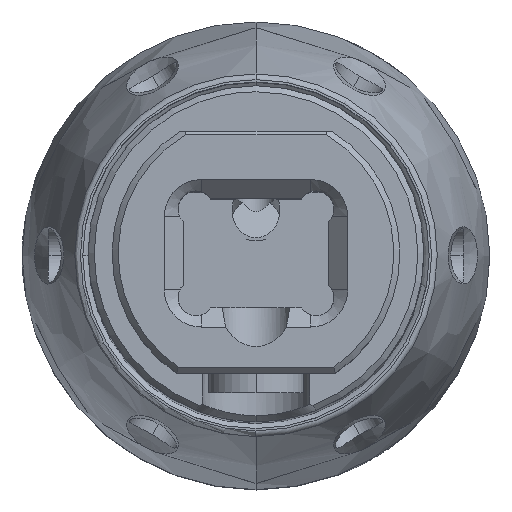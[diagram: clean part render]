
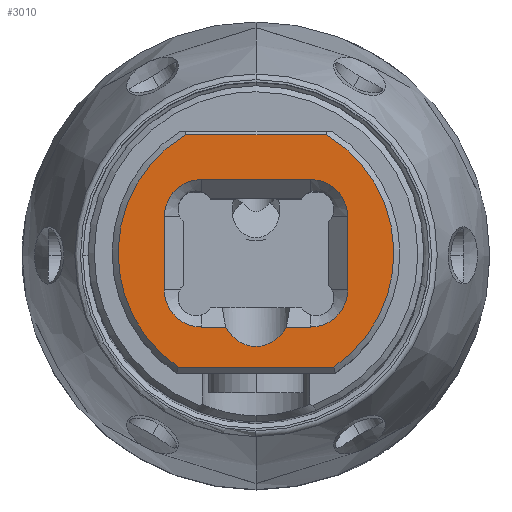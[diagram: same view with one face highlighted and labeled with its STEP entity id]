
A CAD part, top view. The second image highlights one B-rep face of the part: STEP entity #3010.
In plain terms, the highlighted planar face has unit normal (0, 0, 1).
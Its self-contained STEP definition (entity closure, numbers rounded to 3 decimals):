
#1237=DIRECTION('',(0.,-1.,0.));
#1238=VECTOR('',#1237,6.1);
#1239=CARTESIAN_POINT('',(-7.65,3.05,42.));
#1240=LINE('',#1239,#1238);
#1277=DIRECTION('',(-1.,0.,0.));
#1278=VECTOR('',#1277,9.1);
#1279=CARTESIAN_POINT('',(4.55,6.15,42.));
#1280=LINE('',#1279,#1278);
#1281=CARTESIAN_POINT('',(4.55,-3.05,42.));
#1282=DIRECTION('',(0.,0.,-1.));
#1283=DIRECTION('',(1.,0.,0.));
#1284=AXIS2_PLACEMENT_3D('',#1281,#1282,#1283);
#1286=CARTESIAN_POINT('',(4.55,3.05,42.));
#1287=DIRECTION('',(0.,0.,-1.));
#1288=DIRECTION('',(0.,1.,0.));
#1289=AXIS2_PLACEMENT_3D('',#1286,#1287,#1288);
#1291=CARTESIAN_POINT('',(-4.55,3.05,42.));
#1292=DIRECTION('',(0.,0.,-1.));
#1293=DIRECTION('',(-1.,0.,0.));
#1294=AXIS2_PLACEMENT_3D('',#1291,#1292,#1293);
#1296=CARTESIAN_POINT('',(-4.55,-3.05,42.));
#1297=DIRECTION('',(0.,0.,-1.));
#1298=DIRECTION('',(0.,-1.,0.));
#1299=AXIS2_PLACEMENT_3D('',#1296,#1297,#1298);
#1301=CARTESIAN_POINT('',(0.,0.,42.));
#1302=DIRECTION('',(0.,0.,1.));
#1303=DIRECTION('',(-0.509,0.861,0.));
#1304=AXIS2_PLACEMENT_3D('',#1301,#1302,#1303);
#1306=CARTESIAN_POINT('',(0.,0.,42.));
#1307=DIRECTION('',(0.,0.,1.));
#1308=DIRECTION('',(0.564,-0.826,0.));
#1309=AXIS2_PLACEMENT_3D('',#1306,#1307,#1308);
#1311=DIRECTION('',(1.,0.,0.));
#1312=VECTOR('',#1311,12.961);
#1313=CARTESIAN_POINT('',(-6.481,-9.5,42.));
#1314=LINE('',#1313,#1312);
#1324=DIRECTION('',(1.,0.,0.));
#1325=VECTOR('',#1324,2.012);
#1326=CARTESIAN_POINT('',(-4.55,-6.15,42.));
#1327=LINE('',#1326,#1325);
#1380=DIRECTION('',(1.,0.,0.));
#1381=VECTOR('',#1380,2.012);
#1382=CARTESIAN_POINT('',(2.538,-6.15,42.));
#1383=LINE('',#1382,#1381);
#1401=CARTESIAN_POINT('',(-2.538,-6.15,42.));
#1402=CARTESIAN_POINT('',(-2.433,-6.344,42.));
#1403=CARTESIAN_POINT('',(-2.221,-6.653,42.));
#1404=CARTESIAN_POINT('',(-1.798,-7.109,42.));
#1405=CARTESIAN_POINT('',(-1.269,-7.476,42.));
#1406=CARTESIAN_POINT('',(-0.635,-7.717,42.));
#1407=CARTESIAN_POINT('',(0.,-7.793,42.));
#1408=CARTESIAN_POINT('',(0.635,-7.717,42.));
#1409=CARTESIAN_POINT('',(1.269,-7.476,42.));
#1410=CARTESIAN_POINT('',(1.798,-7.109,42.));
#1411=CARTESIAN_POINT('',(2.221,-6.653,42.));
#1412=CARTESIAN_POINT('',(2.433,-6.344,42.));
#1413=CARTESIAN_POINT('',(2.538,-6.15,42.));
#1475=DIRECTION('',(0.,1.,0.));
#1476=VECTOR('',#1475,6.1);
#1477=CARTESIAN_POINT('',(7.65,-3.05,42.));
#1478=LINE('',#1477,#1476);
#1576=DIRECTION('',(1.,0.,0.));
#1577=VECTOR('',#1576,11.703);
#1578=CARTESIAN_POINT('',(-5.851,9.9,42.));
#1579=LINE('',#1578,#1577);
#1605=CARTESIAN_POINT('',(6.481,-9.5,42.));
#1668=VERTEX_POINT('',#1605);
#1669=CARTESIAN_POINT('',(5.851,9.9,42.));
#1670=VERTEX_POINT('',#1669);
#1671=CARTESIAN_POINT('',(-6.481,-9.5,42.));
#1672=VERTEX_POINT('',#1671);
#1675=CARTESIAN_POINT('',(-5.851,9.9,42.));
#1676=VERTEX_POINT('',#1675);
#1677=VERTEX_POINT('',#1401);
#1678=VERTEX_POINT('',#1413);
#1679=CARTESIAN_POINT('',(4.55,-6.15,42.));
#1680=VERTEX_POINT('',#1679);
#1681=CARTESIAN_POINT('',(7.65,-3.05,42.));
#1682=VERTEX_POINT('',#1681);
#1683=CARTESIAN_POINT('',(7.65,3.05,42.));
#1684=VERTEX_POINT('',#1683);
#1685=CARTESIAN_POINT('',(4.55,6.15,42.));
#1686=VERTEX_POINT('',#1685);
#1687=CARTESIAN_POINT('',(-4.55,6.15,42.));
#1688=VERTEX_POINT('',#1687);
#1689=CARTESIAN_POINT('',(-7.65,3.05,42.));
#1690=VERTEX_POINT('',#1689);
#1691=CARTESIAN_POINT('',(-7.65,-3.05,42.));
#1692=VERTEX_POINT('',#1691);
#1693=CARTESIAN_POINT('',(-4.55,-6.15,42.));
#1694=VERTEX_POINT('',#1693);
#2976=CARTESIAN_POINT('',(0.,0.,42.));
#2977=DIRECTION('',(0.,0.,-1.));
#2978=DIRECTION('',(0.,-1.,0.));
#2979=AXIS2_PLACEMENT_3D('',#2976,#2977,#2978);
#2980=PLANE('',#2979);
#2982=ORIENTED_EDGE('',*,*,#2981,.F.);
#2984=ORIENTED_EDGE('',*,*,#2983,.T.);
#2986=ORIENTED_EDGE('',*,*,#2985,.F.);
#2988=ORIENTED_EDGE('',*,*,#2987,.F.);
#2989=EDGE_LOOP('',(#2982,#2984,#2986,#2988));
#2990=FACE_OUTER_BOUND('',#2989,.F.);
#2992=ORIENTED_EDGE('',*,*,#2991,.T.);
#2994=ORIENTED_EDGE('',*,*,#2993,.T.);
#2996=ORIENTED_EDGE('',*,*,#2995,.T.);
#2998=ORIENTED_EDGE('',*,*,#2997,.F.);
#3000=ORIENTED_EDGE('',*,*,#2999,.T.);
#3002=ORIENTED_EDGE('',*,*,#3001,.F.);
#3003=ORIENTED_EDGE('',*,*,#2968,.T.);
#3004=ORIENTED_EDGE('',*,*,#2955,.F.);
#3005=ORIENTED_EDGE('',*,*,#2940,.T.);
#3007=ORIENTED_EDGE('',*,*,#3006,.F.);
#3008=EDGE_LOOP('',(#2992,#2994,#2996,#2998,#3000,#3002,#3003,#3004,#3005,
#3007));
#3009=FACE_BOUND('',#3008,.F.);
#3010=ADVANCED_FACE('',(#2990,#3009),#2980,.F.);
#1285=CIRCLE('',#1284,3.1);
#1290=CIRCLE('',#1289,3.1);
#1295=CIRCLE('',#1294,3.1);
#1300=CIRCLE('',#1299,3.1);
#1305=CIRCLE('',#1304,11.5);
#1310=CIRCLE('',#1309,11.5);
#1414=B_SPLINE_CURVE_WITH_KNOTS('',3,(#1401,#1402,#1403,#1404,#1405,#1406,#1407,
#1408,#1409,#1410,#1411,#1412,#1413),.UNSPECIFIED.,.F.,.F.,(4,1,1,1,1,1,1,1,1,1,
4),(0.,0.063,0.125,0.25,0.375,0.5,0.625,0.75,0.875,0.938,
1.),.UNSPECIFIED.);
#2940=EDGE_CURVE('',#1690,#1692,#1240,.T.);
#2955=EDGE_CURVE('',#1690,#1688,#1295,.T.);
#2968=EDGE_CURVE('',#1686,#1688,#1280,.T.);
#2981=EDGE_CURVE('',#1676,#1672,#1305,.T.);
#2983=EDGE_CURVE('',#1676,#1670,#1579,.T.);
#2985=EDGE_CURVE('',#1668,#1670,#1310,.T.);
#2987=EDGE_CURVE('',#1672,#1668,#1314,.T.);
#2991=EDGE_CURVE('',#1694,#1677,#1327,.T.);
#2993=EDGE_CURVE('',#1677,#1678,#1414,.T.);
#2995=EDGE_CURVE('',#1678,#1680,#1383,.T.);
#2997=EDGE_CURVE('',#1682,#1680,#1285,.T.);
#2999=EDGE_CURVE('',#1682,#1684,#1478,.T.);
#3001=EDGE_CURVE('',#1686,#1684,#1290,.T.);
#3006=EDGE_CURVE('',#1694,#1692,#1300,.T.);
